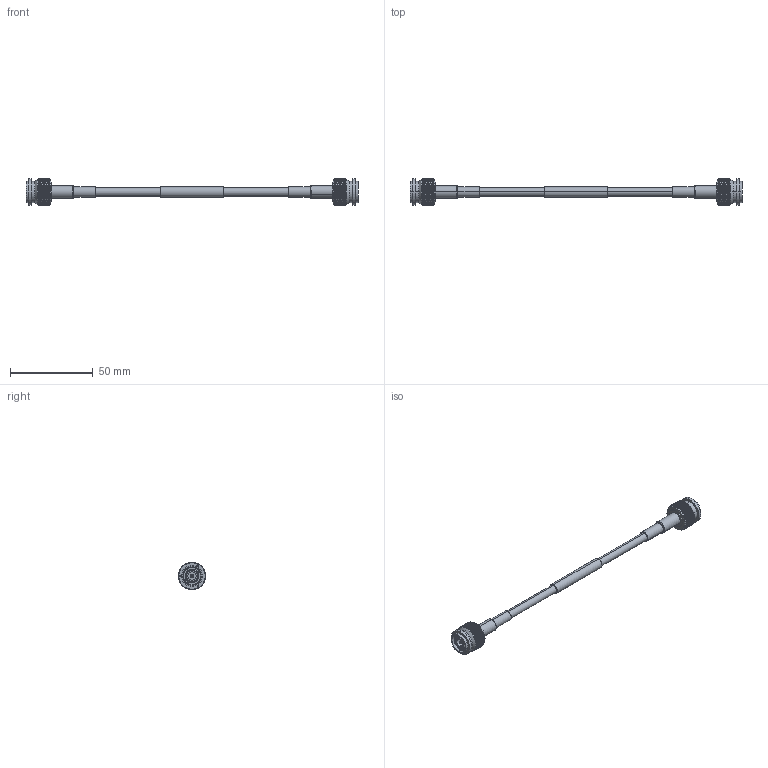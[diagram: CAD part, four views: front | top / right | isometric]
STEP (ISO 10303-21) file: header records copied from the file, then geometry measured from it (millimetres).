
FILE_DESCRIPTION (( 'STEP AP214' ), '1' );
FILE_NAME ('FMHR0124_3D.step', '2024-07-11T16:34:42', ( '' ), ( '' ), 'SwSTEP 2.0', 'SolidWorks 2022', '' );
FILE_SCHEMA (( 'AUTOMOTIVE_DESIGN' ));
Length unit declared in the file: inch
Products named in the file (6): Copy of RG058^FMHR0124; Copy of PE-Z201^FMHR0124; FMHR0124_3D; Copy of M39012-26-0010-00795^FMHR0124; Copy of PE3M0124-XXX^FMHR0124; Copy of PE-Z202^FMHR0124
Assembly tree (6 placements, depth 2):
  FMHR0124_3D
    Copy of RG058^FMHR0124
    Copy of M39012-26-0010-00795^FMHR0124  x2
    Copy of PE-Z201^FMHR0124
    Copy of PE-Z202^FMHR0124
    Copy of PE3M0124-XXX^FMHR0124
Bounding box: 200.05 x 16.33 x 16.33 mm (x, y, z)
Volume: 8535.1 mm3; surface area: 12410.3 mm2
Topology: 6 solids, 6 shells, 5086 faces, 10980 edges, 5964 vertices
Faces by surface type: bspline 3708, cylinder 1188, plane 118, cone 46, torus 26
Entity records: 202380 total; most frequent: CARTESIAN_POINT 166968, ORIENTED_EDGE 11054, EDGE_CURVE 5527, VERTEX_POINT 3006, EDGE_LOOP 2607, ADVANCED_FACE 2563, FACE_OUTER_BOUND 2563, DIRECTION 2506
